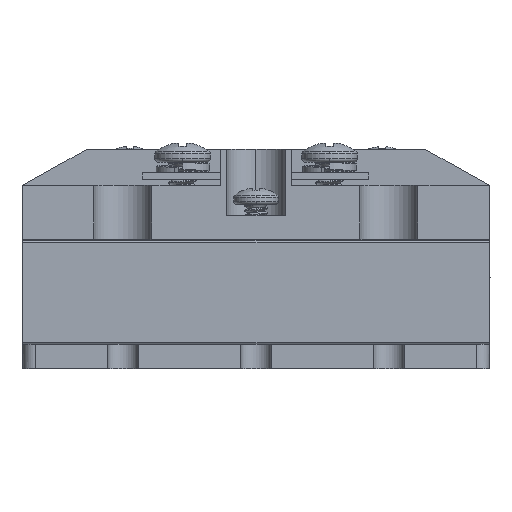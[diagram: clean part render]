
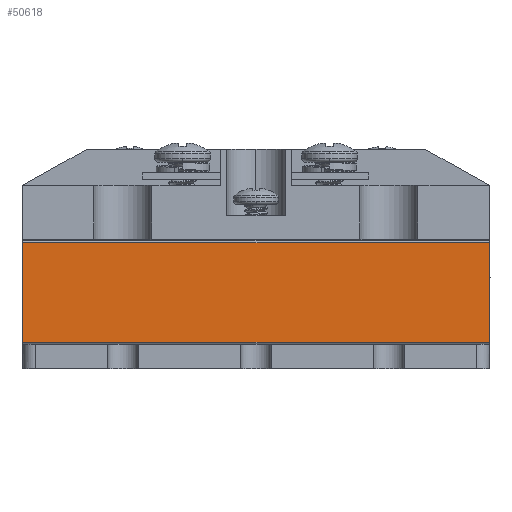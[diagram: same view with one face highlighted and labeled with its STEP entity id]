
A CAD part, front view. The second image highlights one B-rep face of the part: STEP entity #50618.
In plain terms, the highlighted planar face has unit normal (0, -1, 0).
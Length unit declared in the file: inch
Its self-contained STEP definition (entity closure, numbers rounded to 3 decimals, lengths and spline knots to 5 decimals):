
#3400 = LINE ( 'NONE', #104384, #12773 ) ;
#3432 = LINE ( 'NONE', #104414, #12825 ) ;
#3443 = LINE ( 'NONE', #104430, #12853 ) ;
#3458 = LINE ( 'NONE', #104465, #12904 ) ;
#12773 = VECTOR ( 'NONE', #104385, 39.37008 ) ;
#12825 = VECTOR ( 'NONE', #104415, 39.37008 ) ;
#12853 = VECTOR ( 'NONE', #104431, 39.37008 ) ;
#12904 = VECTOR ( 'NONE', #104466, 39.37008 ) ;
#36195 = FACE_OUTER_BOUND ( 'NONE', #100423, .T. ) ;
#46325 = AXIS2_PLACEMENT_3D ( 'NONE', #47297, #47298, #47299 ) ;
#47296 = PLANE ( 'NONE',  #46325 ) ;
#47297 = CARTESIAN_POINT ( 'NONE',  ( -9.52944, -0.11136, 3.27858 ) ) ;
#47298 = DIRECTION ( 'NONE',  ( 0., -1., 0. ) ) ;
#47299 = DIRECTION ( 'NONE',  ( 1., 0., 0. ) ) ;
#50618 = ADVANCED_FACE ( 'NONE', ( #36195 ), #47296, .T. ) ;
#76076 = EDGE_CURVE ( 'NONE', #94578, #94597, #3400, .T. ) ;
#76091 = EDGE_CURVE ( 'NONE', #94578, #94585, #3432, .T. ) ;
#76098 = EDGE_CURVE ( 'NONE', #94585, #94598, #3443, .T. ) ;
#76112 = EDGE_CURVE ( 'NONE', #94598, #94597, #3458, .T. ) ;
#94578 = VERTEX_POINT ( 'NONE', #116515 ) ;
#94585 = VERTEX_POINT ( 'NONE', #116522 ) ;
#94597 = VERTEX_POINT ( 'NONE', #116534 ) ;
#94598 = VERTEX_POINT ( 'NONE', #116535 ) ;
#100423 = EDGE_LOOP ( 'NONE', ( #121272, #121276, #121274, #121275 ) ) ;
#104384 = CARTESIAN_POINT ( 'NONE',  ( -8.38844, -0.11136, 3.27858 ) ) ;
#104385 = DIRECTION ( 'NONE',  ( 1., 0., 0. ) ) ;
#104414 = CARTESIAN_POINT ( 'NONE',  ( -9.52944, -0.11136, 3.52158 ) ) ;
#104415 = DIRECTION ( 'NONE',  ( 0., 0., 1. ) ) ;
#104430 = CARTESIAN_POINT ( 'NONE',  ( -8.38844, -0.11136, 3.76458 ) ) ;
#104431 = DIRECTION ( 'NONE',  ( 1., 0., 0. ) ) ;
#104465 = CARTESIAN_POINT ( 'NONE',  ( -7.24744, -0.11136, 3.52158 ) ) ;
#104466 = DIRECTION ( 'NONE',  ( 0., 0., -1. ) ) ;
#116515 = CARTESIAN_POINT ( 'NONE',  ( -9.52944, -0.11136, 3.27858 ) ) ;
#116522 = CARTESIAN_POINT ( 'NONE',  ( -9.52944, -0.11136, 3.76458 ) ) ;
#116534 = CARTESIAN_POINT ( 'NONE',  ( -7.24744, -0.11136, 3.27858 ) ) ;
#116535 = CARTESIAN_POINT ( 'NONE',  ( -7.24744, -0.11136, 3.76458 ) ) ;
#121272 = ORIENTED_EDGE ( 'NONE', *, *, #76076, .T. ) ;
#121274 = ORIENTED_EDGE ( 'NONE', *, *, #76098, .F. ) ;
#121275 = ORIENTED_EDGE ( 'NONE', *, *, #76091, .F. ) ;
#121276 = ORIENTED_EDGE ( 'NONE', *, *, #76112, .F. ) ;
